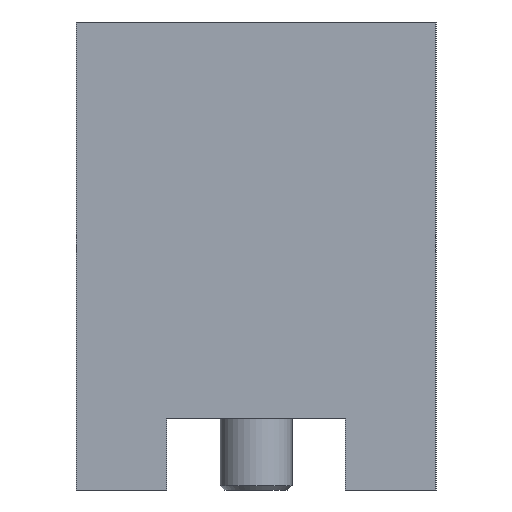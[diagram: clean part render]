
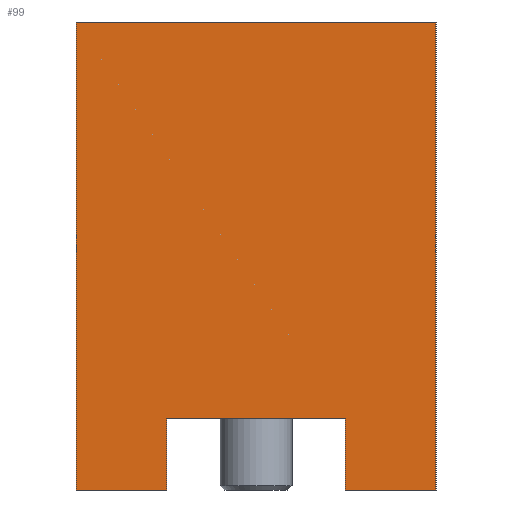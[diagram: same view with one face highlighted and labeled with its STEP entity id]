
A CAD part, left-side view. The second image highlights one B-rep face of the part: STEP entity #99.
In plain terms, the highlighted planar face has unit normal (-1, 0, 0).
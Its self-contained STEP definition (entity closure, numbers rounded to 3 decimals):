
#99 = ADVANCED_FACE( '', ( #218 ), #219, .T. );
#218 = FACE_OUTER_BOUND( '', #578, .T. );
#219 = PLANE( '', #579 );
#578 = EDGE_LOOP( '', ( #1453, #1454, #1455, #1456, #1457, #1458, #1459, #1460 ) );
#579 = AXIS2_PLACEMENT_3D( '', #1461, #1462, #1463 );
#1453 = ORIENTED_EDGE( '', *, *, #1614, .F. );
#1454 = ORIENTED_EDGE( '', *, *, #1662, .F. );
#1455 = ORIENTED_EDGE( '', *, *, #1629, .F. );
#1456 = ORIENTED_EDGE( '', *, *, #1658, .F. );
#1457 = ORIENTED_EDGE( '', *, *, #1663, .T. );
#1458 = ORIENTED_EDGE( '', *, *, #1664, .T. );
#1459 = ORIENTED_EDGE( '', *, *, #1588, .F. );
#1460 = ORIENTED_EDGE( '', *, *, #1596, .F. );
#1461 = CARTESIAN_POINT( '', ( -3.175, -3.175, -5.08 ) );
#1462 = DIRECTION( '', ( -1., 0., 0. ) );
#1463 = DIRECTION( '', ( 0., 0., 1. ) );
#1588 = EDGE_CURVE( '', #1696, #1697, #1698, .T. );
#1596 = EDGE_CURVE( '', #1710, #1696, #1712, .T. );
#1614 = EDGE_CURVE( '', #1739, #1710, #1741, .T. );
#1629 = EDGE_CURVE( '', #1765, #1767, #1768, .T. );
#1658 = EDGE_CURVE( '', #1808, #1765, #1810, .T. );
#1662 = EDGE_CURVE( '', #1767, #1739, #1815, .T. );
#1663 = EDGE_CURVE( '', #1808, #1816, #1817, .T. );
#1664 = EDGE_CURVE( '', #1816, #1697, #1818, .T. );
#1696 = VERTEX_POINT( '', #1855 );
#1697 = VERTEX_POINT( '', #1856 );
#1698 = LINE( '', #1857, #1858 );
#1710 = VERTEX_POINT( '', #1874 );
#1712 = LINE( '', #1877, #1878 );
#1739 = VERTEX_POINT( '', #2179 );
#1741 = LINE( '', #2182, #2183 );
#1765 = VERTEX_POINT( '', #2217 );
#1767 = VERTEX_POINT( '', #2220 );
#1768 = LINE( '', #2221, #2222 );
#1808 = VERTEX_POINT( '', #2272 );
#1810 = LINE( '', #2275, #2276 );
#1815 = LINE( '', #2281, #2282 );
#1816 = VERTEX_POINT( '', #2283 );
#1817 = LINE( '', #2284, #2285 );
#1818 = LINE( '', #2286, #2287 );
#1855 = CARTESIAN_POINT( '', ( -3.175, 3.175, -5.08 ) );
#1856 = CARTESIAN_POINT( '', ( -3.175, 3.175, 3.175 ) );
#1857 = CARTESIAN_POINT( '', ( -3.175, 3.175, -5.08 ) );
#1858 = VECTOR( '', #2517, 1000. );
#1874 = CARTESIAN_POINT( '', ( -3.175, 1.575, -5.08 ) );
#1877 = CARTESIAN_POINT( '', ( -3.175, -3.175, -5.08 ) );
#1878 = VECTOR( '', #2526, 1000. );
#2179 = CARTESIAN_POINT( '', ( -3.175, 1.575, -3.81 ) );
#2182 = CARTESIAN_POINT( '', ( -3.175, 1.575, -3.81 ) );
#2183 = VECTOR( '', #2542, 1000. );
#2217 = CARTESIAN_POINT( '', ( -3.175, -1.575, -5.08 ) );
#2220 = CARTESIAN_POINT( '', ( -3.175, -1.575, -3.81 ) );
#2221 = CARTESIAN_POINT( '', ( -3.175, -1.575, -5.08 ) );
#2222 = VECTOR( '', #2557, 1000. );
#2272 = CARTESIAN_POINT( '', ( -3.175, -3.175, -5.08 ) );
#2275 = CARTESIAN_POINT( '', ( -3.175, -3.175, -5.08 ) );
#2276 = VECTOR( '', #2599, 1000. );
#2281 = CARTESIAN_POINT( '', ( -3.175, -1.575, -3.81 ) );
#2282 = VECTOR( '', #2603, 1000. );
#2283 = CARTESIAN_POINT( '', ( -3.175, -3.175, 3.175 ) );
#2284 = CARTESIAN_POINT( '', ( -3.175, -3.175, -5.08 ) );
#2285 = VECTOR( '', #2604, 1000. );
#2286 = CARTESIAN_POINT( '', ( -3.175, -3.175, 3.175 ) );
#2287 = VECTOR( '', #2605, 1000. );
#2517 = DIRECTION( '', ( 0., 0., 1. ) );
#2526 = DIRECTION( '', ( 0., 1., 0. ) );
#2542 = DIRECTION( '', ( 0., 0., -1. ) );
#2557 = DIRECTION( '', ( 0., 0., 1. ) );
#2599 = DIRECTION( '', ( 0., 1., 0. ) );
#2603 = DIRECTION( '', ( 0., 1., 0. ) );
#2604 = DIRECTION( '', ( 0., 0., 1. ) );
#2605 = DIRECTION( '', ( 0., 1., 0. ) );
